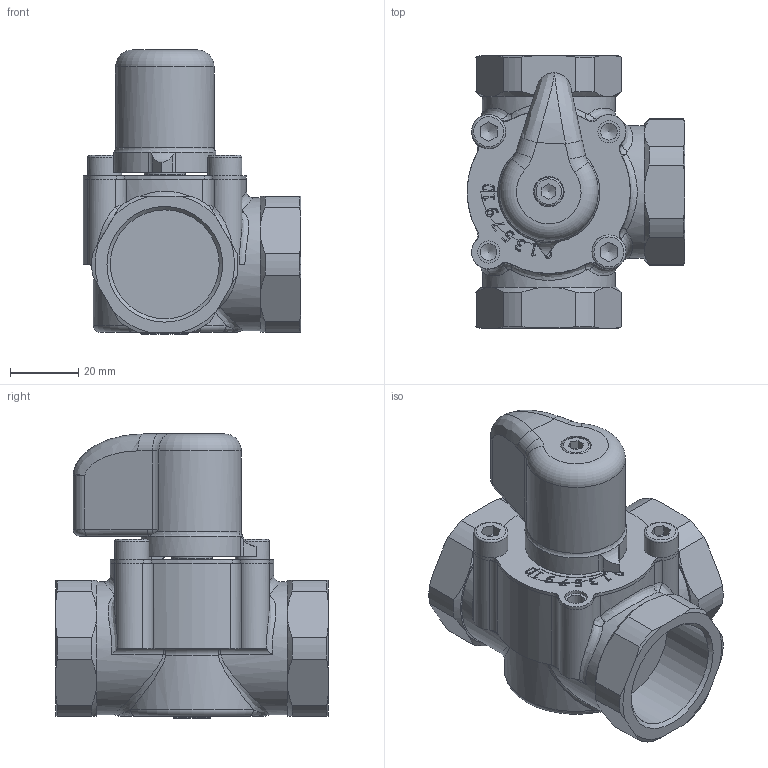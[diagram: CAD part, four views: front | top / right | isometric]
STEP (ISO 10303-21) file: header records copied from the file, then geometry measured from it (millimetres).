
FILE_DESCRIPTION(/* description */ (''),/* implementation_level */ '2;1');
FILE_NAME(/* name */ 'MIXM3-25.stp',/* time_stamp */ '2015-09-15T20:49:33+02:00',/* author */ ('ARTUR'),/* organization */ (''),/* preprocessor_version */ 'ST-DEVELOPER v15.6',/* originating_system */ 'Autodesk Inventor 2015',/* authorisation */ '');
FILE_SCHEMA (('CONFIG_CONTROL_DESIGN'));
Length unit declared in the file: centimetre
Products named in the file (1): MIXM3-25
Bounding box: 64 x 80 x 83.5 mm (x, y, z)
Volume: 129882.4 mm3; surface area: 40078.1 mm2
Topology: 1 solids, 1 shells, 675 faces, 1765 edges, 1127 vertices
Faces by surface type: plane 223, bspline 203, cylinder 134, cone 74, torus 36, sphere 5
Full cylindrical faces by diameter (mm): 2.5 x2, 4.917 x2, 6.5 x2, 8.5 x1, 9 x1, 10 x2, 12 x1, 20 x1, 32 x3, 39 x3, 40 x1, 42.5 x1
Entity records: 24632 total; most frequent: CARTESIAN_POINT 8974, ORIENTED_EDGE 3418, DIRECTION 2566, EDGE_CURVE 1709, VERTEX_POINT 1111, AXIS2_PLACEMENT_3D 925, EDGE_LOOP 754, LINE 716
